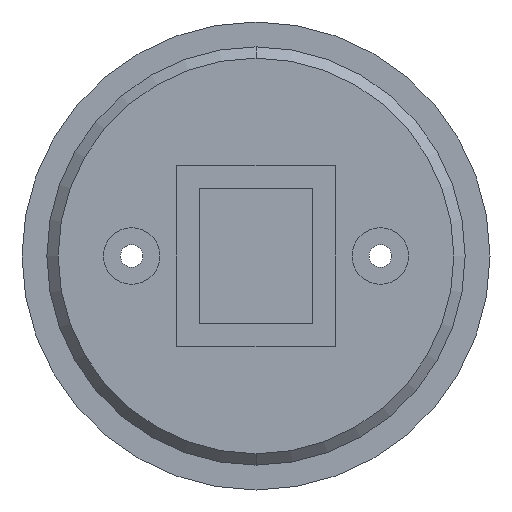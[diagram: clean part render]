
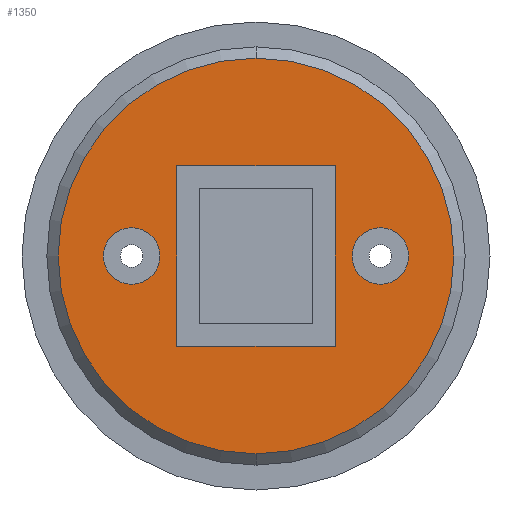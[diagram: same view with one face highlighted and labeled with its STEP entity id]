
A CAD part, front view. The second image highlights one B-rep face of the part: STEP entity #1350.
In plain terms, the highlighted planar face has unit normal (0, -1, 0).
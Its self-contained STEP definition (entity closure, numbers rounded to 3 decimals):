
#5 = CARTESIAN_POINT ( 'NONE',  ( -3.5, 0., 0. ) ) ;
#12 = ORIENTED_EDGE ( 'NONE', *, *, #1281, .T. ) ;
#21 = DIRECTION ( 'NONE',  ( 0., 0., -1. ) ) ;
#38 = DIRECTION ( 'NONE',  ( 0., -1., 0. ) ) ;
#45 = ORIENTED_EDGE ( 'NONE', *, *, #861, .F. ) ;
#79 = EDGE_LOOP ( 'NONE', ( #454, #459 ) ) ;
#80 = CARTESIAN_POINT ( 'NONE',  ( 5.5, 0., -1.25 ) ) ;
#102 = VERTEX_POINT ( 'NONE', #192 ) ;
#106 = DIRECTION ( 'NONE',  ( 0., -1., 0. ) ) ;
#130 = DIRECTION ( 'NONE',  ( 0., -1., 0. ) ) ;
#135 = CARTESIAN_POINT ( 'NONE',  ( -5.5, 0., 1.25 ) ) ;
#145 = CARTESIAN_POINT ( 'NONE',  ( 0., 0., -4. ) ) ;
#156 = DIRECTION ( 'NONE',  ( 0., 0., 1. ) ) ;
#172 = VERTEX_POINT ( 'NONE', #438 ) ;
#192 = CARTESIAN_POINT ( 'NONE',  ( -3.5, 0., -4. ) ) ;
#203 = VECTOR ( 'NONE', #1125, 1000. ) ;
#210 = AXIS2_PLACEMENT_3D ( 'NONE', #1144, #38, #509 ) ;
#213 = EDGE_CURVE ( 'NONE', #644, #102, #977, .T. ) ;
#228 = DIRECTION ( 'NONE',  ( 0., 0., 1. ) ) ;
#240 = AXIS2_PLACEMENT_3D ( 'NONE', #489, #130, #21 ) ;
#251 = DIRECTION ( 'NONE',  ( 0., 0., 1. ) ) ;
#253 = FACE_BOUND ( 'NONE', #79, .T. ) ;
#263 = DIRECTION ( 'NONE',  ( 0., 1., 0. ) ) ;
#264 = ORIENTED_EDGE ( 'NONE', *, *, #213, .F. ) ;
#311 = CARTESIAN_POINT ( 'NONE',  ( 3.5, 0., 4. ) ) ;
#324 = EDGE_CURVE ( 'NONE', #571, #809, #854, .T. ) ;
#347 = EDGE_CURVE ( 'NONE', #1051, #644, #800, .T. ) ;
#349 = FACE_OUTER_BOUND ( 'NONE', #931, .T. ) ;
#359 = CARTESIAN_POINT ( 'NONE',  ( 0., 0., 0. ) ) ;
#378 = DIRECTION ( 'NONE',  ( 1., 0., 0. ) ) ;
#407 = EDGE_LOOP ( 'NONE', ( #1297, #425, #264, #574 ) ) ;
#411 = DIRECTION ( 'NONE',  ( 0., -1., 0. ) ) ;
#422 = AXIS2_PLACEMENT_3D ( 'NONE', #359, #1121, #251 ) ;
#425 = ORIENTED_EDGE ( 'NONE', *, *, #502, .F. ) ;
#438 = CARTESIAN_POINT ( 'NONE',  ( -5.5, 0., -1.25 ) ) ;
#449 = EDGE_CURVE ( 'NONE', #647, #1051, #1111, .T. ) ;
#454 = ORIENTED_EDGE ( 'NONE', *, *, #698, .F. ) ;
#459 = ORIENTED_EDGE ( 'NONE', *, *, #586, .F. ) ;
#466 = CIRCLE ( 'NONE', #240, 1.25 ) ;
#489 = CARTESIAN_POINT ( 'NONE',  ( 5.5, 0., 0. ) ) ;
#491 = VECTOR ( 'NONE', #998, 1000. ) ;
#502 = EDGE_CURVE ( 'NONE', #102, #647, #1307, .T. ) ;
#509 = DIRECTION ( 'NONE',  ( 0., 0., -1. ) ) ;
#517 = CARTESIAN_POINT ( 'NONE',  ( 5.5, 0., 0. ) ) ;
#538 = CARTESIAN_POINT ( 'NONE',  ( -3.5, 0., 4. ) ) ;
#571 = VERTEX_POINT ( 'NONE', #1291 ) ;
#574 = ORIENTED_EDGE ( 'NONE', *, *, #347, .F. ) ;
#586 = EDGE_CURVE ( 'NONE', #629, #631, #867, .T. ) ;
#601 = CARTESIAN_POINT ( 'NONE',  ( 0., 0., 0. ) ) ;
#629 = VERTEX_POINT ( 'NONE', #968 ) ;
#631 = VERTEX_POINT ( 'NONE', #80 ) ;
#644 = VERTEX_POINT ( 'NONE', #538 ) ;
#647 = VERTEX_POINT ( 'NONE', #1074 ) ;
#689 = FACE_BOUND ( 'NONE', #407, .T. ) ;
#698 = EDGE_CURVE ( 'NONE', #631, #629, #466, .T. ) ;
#797 = CARTESIAN_POINT ( 'NONE',  ( 0., 0., 4. ) ) ;
#800 = LINE ( 'NONE', #797, #203 ) ;
#809 = VERTEX_POINT ( 'NONE', #1369 ) ;
#826 = DIRECTION ( 'NONE',  ( 0., 0., -1. ) ) ;
#844 = AXIS2_PLACEMENT_3D ( 'NONE', #517, #411, #826 ) ;
#850 = CIRCLE ( 'NONE', #1217, 1.25 ) ;
#852 = VECTOR ( 'NONE', #378, 1000. ) ;
#854 = CIRCLE ( 'NONE', #422, 8.75 ) ;
#861 = EDGE_CURVE ( 'NONE', #172, #1407, #1007, .T. ) ;
#867 = CIRCLE ( 'NONE', #844, 1.25 ) ;
#880 = CARTESIAN_POINT ( 'NONE',  ( 0., 0., 0. ) ) ;
#917 = PLANE ( 'NONE',  #1163 ) ;
#931 = EDGE_LOOP ( 'NONE', ( #1138, #12 ) ) ;
#949 = CARTESIAN_POINT ( 'NONE',  ( -5.5, 0., 0. ) ) ;
#968 = CARTESIAN_POINT ( 'NONE',  ( 5.5, 0., 1.25 ) ) ;
#977 = LINE ( 'NONE', #5, #491 ) ;
#998 = DIRECTION ( 'NONE',  ( 0., 0., -1. ) ) ;
#1007 = CIRCLE ( 'NONE', #210, 1.25 ) ;
#1032 = EDGE_CURVE ( 'NONE', #1407, #172, #850, .T. ) ;
#1051 = VERTEX_POINT ( 'NONE', #311 ) ;
#1054 = DIRECTION ( 'NONE',  ( 0., -1., 0. ) ) ;
#1061 = DIRECTION ( 'NONE',  ( 0., 0., -1. ) ) ;
#1074 = CARTESIAN_POINT ( 'NONE',  ( 3.5, 0., -4. ) ) ;
#1092 = CIRCLE ( 'NONE', #1384, 8.75 ) ;
#1111 = LINE ( 'NONE', #1142, #1402 ) ;
#1121 = DIRECTION ( 'NONE',  ( 0., -1., 0. ) ) ;
#1125 = DIRECTION ( 'NONE',  ( -1., 0., 0. ) ) ;
#1138 = ORIENTED_EDGE ( 'NONE', *, *, #324, .T. ) ;
#1142 = CARTESIAN_POINT ( 'NONE',  ( 3.5, 0., 0. ) ) ;
#1144 = CARTESIAN_POINT ( 'NONE',  ( -5.5, 0., 0. ) ) ;
#1163 = AXIS2_PLACEMENT_3D ( 'NONE', #601, #263, #1343 ) ;
#1217 = AXIS2_PLACEMENT_3D ( 'NONE', #949, #1054, #1061 ) ;
#1270 = FACE_BOUND ( 'NONE', #1366, .T. ) ;
#1281 = EDGE_CURVE ( 'NONE', #809, #571, #1092, .T. ) ;
#1291 = CARTESIAN_POINT ( 'NONE',  ( 0., 0., 8.75 ) ) ;
#1297 = ORIENTED_EDGE ( 'NONE', *, *, #449, .F. ) ;
#1307 = LINE ( 'NONE', #145, #852 ) ;
#1314 = ORIENTED_EDGE ( 'NONE', *, *, #1032, .F. ) ;
#1343 = DIRECTION ( 'NONE',  ( 0., 0., 1. ) ) ;
#1350 = ADVANCED_FACE ( 'NONE', ( #349, #689, #1270, #253 ), #917, .F. ) ;
#1366 = EDGE_LOOP ( 'NONE', ( #45, #1314 ) ) ;
#1369 = CARTESIAN_POINT ( 'NONE',  ( 0., 0., -8.75 ) ) ;
#1384 = AXIS2_PLACEMENT_3D ( 'NONE', #880, #106, #228 ) ;
#1402 = VECTOR ( 'NONE', #156, 1000. ) ;
#1407 = VERTEX_POINT ( 'NONE', #135 ) ;
